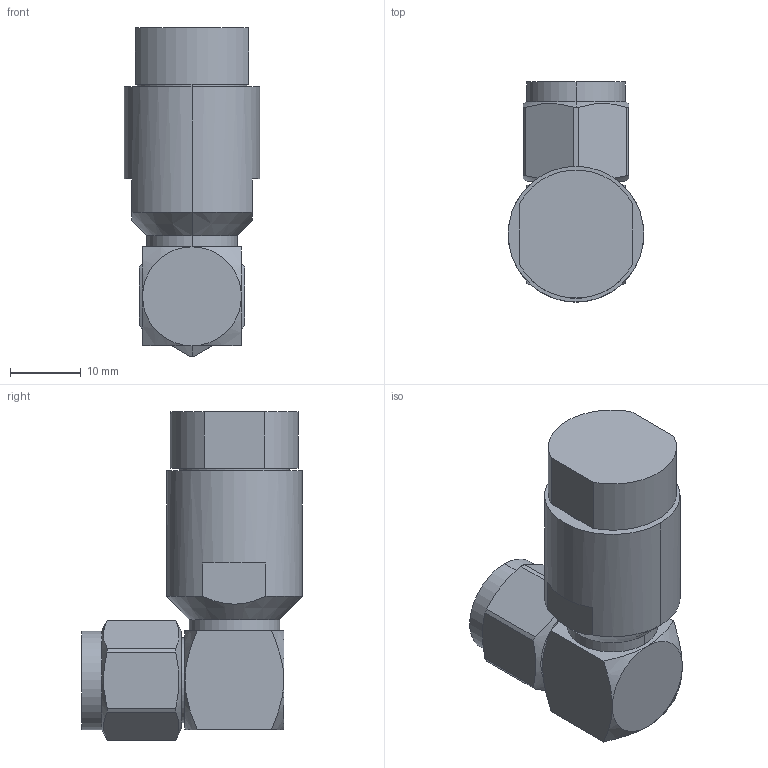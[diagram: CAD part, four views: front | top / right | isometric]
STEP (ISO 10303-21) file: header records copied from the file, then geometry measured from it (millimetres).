
FILE_DESCRIPTION((''),'2;1');
FILE_NAME('1','2021-08-28T',('Administrator'),(''),'PRO/ENGINEER BY PARAMETRIC TECHNOLOGY CORPORATION, 2012090','PRO/ENGINEER BY PARAMETRIC TECHNOLOGY CORPORATION, 2012090','');
FILE_SCHEMA(('CONFIG_CONTROL_DESIGN'));
Length unit declared in the file: millimetre
Products named in the file (1): 1
Bounding box: 19.2 x 31.2 x 46.48 mm (x, y, z)
Volume: 12774.2 mm3; surface area: 5040.6 mm2
Topology: 1 solids, 1 shells, 115 faces, 266 edges, 164 vertices
Faces by surface type: cylinder 48, plane 31, cone 26, bspline 6, torus 4
Entity records: 5082 total; most frequent: CARTESIAN_POINT 2484, ORIENTED_EDGE 532, DIRECTION 528, EDGE_CURVE 266, AXIS2_PLACEMENT_3D 214, VERTEX_POINT 164, EDGE_LOOP 126, FACE_OUTER_BOUND 115
